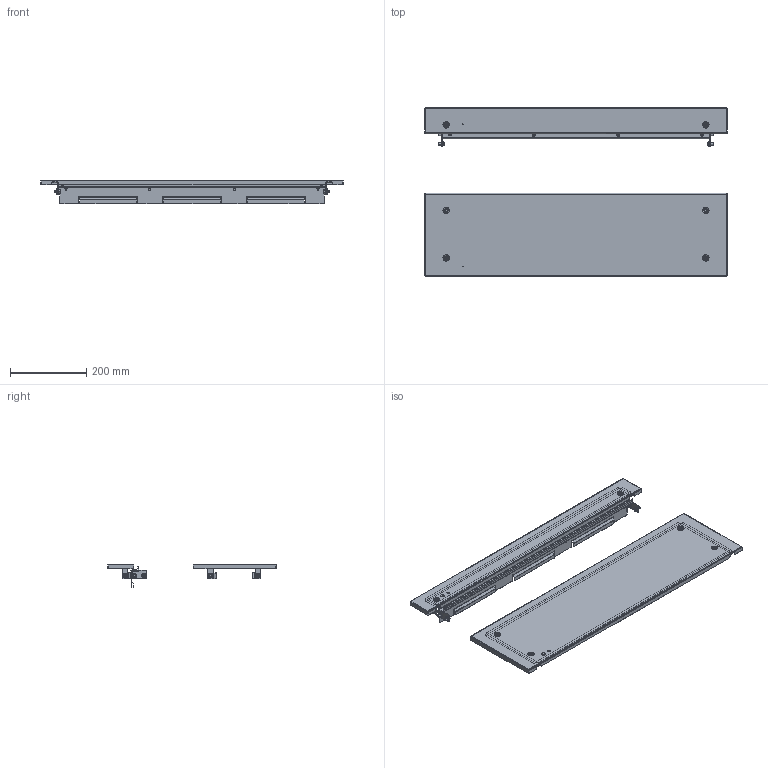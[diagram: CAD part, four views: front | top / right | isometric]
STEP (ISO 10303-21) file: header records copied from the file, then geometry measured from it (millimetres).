
FILE_DESCRIPTION (( 'STEP AP214' ), '1' );
FILE_NAME ('YKM40D-FO-PWSK-001-080-54 FORMAT Ôàëüø-ïàíåëü âíåøíÿÿ êîìïåíñèðóþùàÿ 800ìì IP54 (2øò_êîìïë) IEK.STEP', '2022-05-31T11:47:49', ( '' ), ( '' ), 'SwSTEP 2.0', 'SolidWorks 2017', '' );
FILE_SCHEMA (( 'AUTOMOTIVE_DESIGN' ));
Length unit declared in the file: millimetre
Products named in the file (1): YKM40D-FO-PWSK-001-080-54 FORMAT Ôàëüø-ïàíåëü âíåøíÿÿ êîìïåíñèðóþùàÿ 800ìì IP54 (2øò_êîìïë) IEK
Bounding box: 795 x 443 x 63.1 mm (x, y, z)
Volume: 641901.8 mm3; surface area: 824274.8 mm2
Topology: 52 solids, 52 shells, 2310 faces, 5640 edges, 3470 vertices
Faces by surface type: plane 1212, cylinder 776, cone 188, bspline 94, torus 32, sphere 8
Entity records: 104120 total; most frequent: CARTESIAN_POINT 24632, ORIENTED_EDGE 11264, DIRECTION 11124, EDGE_CURVE 5632, AXIS2_PLACEMENT_3D 3943, VERTEX_POINT 3470, LINE 3238, VECTOR 3238
